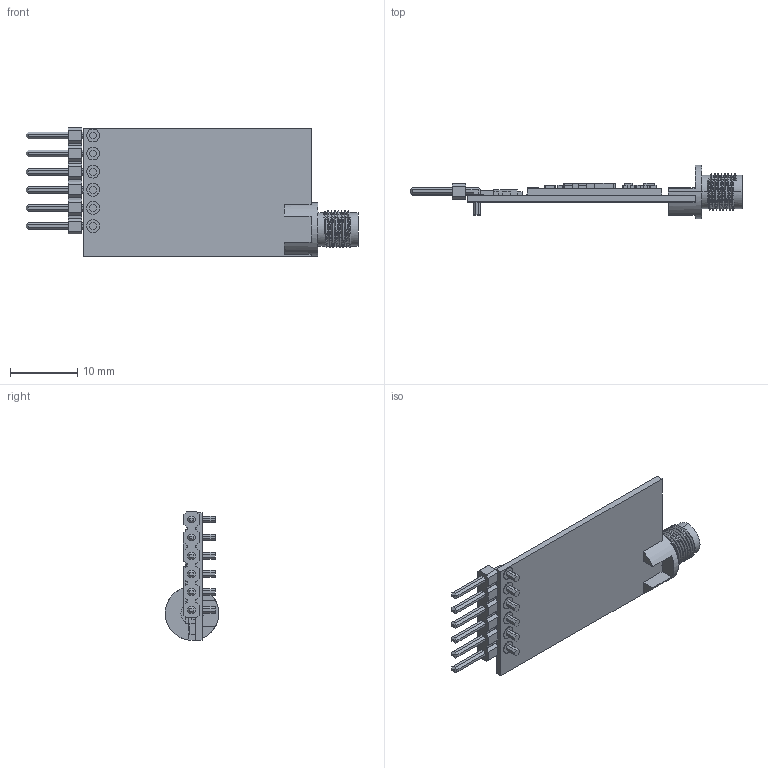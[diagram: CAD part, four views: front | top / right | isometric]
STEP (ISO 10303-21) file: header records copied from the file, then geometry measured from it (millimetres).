
FILE_DESCRIPTION (( 'STEP AP214' ), '1' );
FILE_NAME ('3D Robotics Radio Telemetry Kit.STEP', '2013-08-13T10:09:05', ( '' ), ( '' ), 'SwSTEP 2.0', 'SolidWorks 2013', '' );
FILE_SCHEMA (( 'AUTOMOTIVE_DESIGN' ));
Length unit declared in the file: millimetre
Products named in the file (1): 3D Robotics Radio Telemetry Kit
Bounding box: 49.5 x 8 x 19.15 mm (x, y, z)
Volume: 1321.9 mm3; surface area: 2363 mm2
Topology: 1 solids, 1 shells, 791 faces, 2101 edges, 1398 vertices
Faces by surface type: plane 680, cylinder 100, bspline 7, cone 2, torus 2
Entity records: 33815 total; most frequent: CARTESIAN_POINT 6240, ORIENTED_EDGE 4202, DIRECTION 3815, EDGE_CURVE 2101, LINE 1825, VECTOR 1825, VERTEX_POINT 1398, AXIS2_PLACEMENT_3D 995
